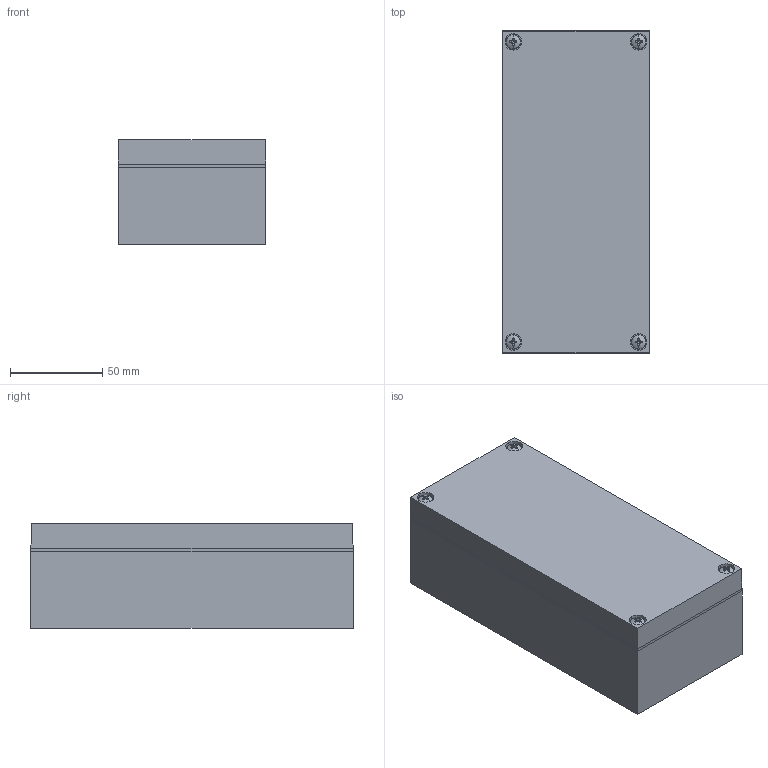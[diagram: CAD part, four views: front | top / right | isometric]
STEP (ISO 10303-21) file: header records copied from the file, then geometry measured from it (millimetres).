
FILE_DESCRIPTION (( 'STEP AP214' ), '1' );
FILE_NAME ('2011324.stp', '2020-11-30T16:33:38', ( '' ), ( '' ), 'SwSTEP 2.0', 'SolidWorks 2020', '' );
FILE_SCHEMA (( 'AUTOMOTIVE_DESIGN' ));
Length unit declared in the file: millimetre
Products named in the file (4): 064360_170805; 2011324; 064350_180806; P_063643_1_ISO 7045 - M4 x 12 - Z --- 12N
Assembly tree (6 placements, depth 2):
  2011324
    064350_180806
    064360_170805
    P_063643_1_ISO 7045 - M4 x 12 - Z --- 12N  x4
Bounding box: 80 x 175 x 57 mm (x, y, z)
Volume: 230198.4 mm3; surface area: 116783.5 mm2
Topology: 6 solids, 6 shells, 268 faces, 678 edges, 417 vertices
Faces by surface type: plane 151, cylinder 51, cone 42, torus 16, sphere 8
Entity records: 5070 total; most frequent: CARTESIAN_POINT 869, DIRECTION 866, ORIENTED_EDGE 812, EDGE_CURVE 406, AXIS2_PLACEMENT_3D 293, LINE 280, VECTOR 280, VERTEX_POINT 264
